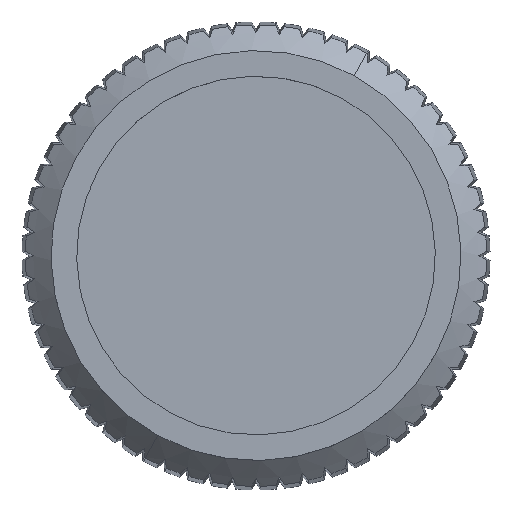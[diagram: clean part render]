
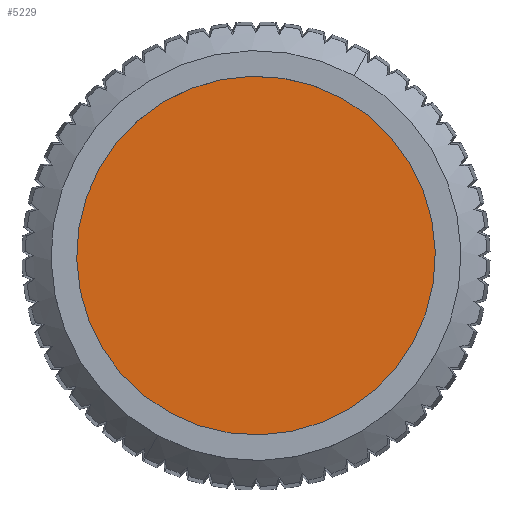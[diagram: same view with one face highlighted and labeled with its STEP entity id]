
A CAD part, top view. The second image highlights one B-rep face of the part: STEP entity #5229.
In plain terms, the highlighted planar face has unit normal (0, 0, 1).
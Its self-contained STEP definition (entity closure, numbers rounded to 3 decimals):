
#4239=CARTESIAN_POINT('Vertex',(3.356,6.143,29.828)) ;
#4242=CARTESIAN_POINT('Axis2P3D Location',(0.,0.,29.828)) ;
#4246=CARTESIAN_POINT('Vertex',(-3.356,-6.143,29.828)) ;
#4266=CARTESIAN_POINT('Axis2P3D Location',(0.,0.,29.828)) ;
#5220=CARTESIAN_POINT('Axis2P3D Location',(0.,0.,29.828)) ;
#4243=DIRECTION('Axis2P3D Direction',(0.,0.,-1.)) ;
#4267=DIRECTION('Axis2P3D Direction',(0.,0.,-1.)) ;
#5221=DIRECTION('Axis2P3D Direction',(0.,0.,-1.)) ;
#5222=DIRECTION('Axis2P3D XDirection',(1.,0.,0.)) ;
#4244=AXIS2_PLACEMENT_3D('Circle Axis2P3D',#4242,#4243,$) ;
#4268=AXIS2_PLACEMENT_3D('Circle Axis2P3D',#4266,#4267,$) ;
#5223=AXIS2_PLACEMENT_3D('Plane Axis2P3D',#5220,#5221,#5222) ;
#4245=CIRCLE('generated circle',#4244,7.) ;
#4269=CIRCLE('generated circle',#4268,7.) ;
#5224=PLANE('',#5223) ;
#4248=EDGE_CURVE('',#4240,#4247,#4245,.T.) ;
#4270=EDGE_CURVE('',#4247,#4240,#4269,.T.) ;
#5226=ORIENTED_EDGE('',*,*,#4248,.F.) ;
#5227=ORIENTED_EDGE('',*,*,#4270,.F.) ;
#5225=EDGE_LOOP('',(#5226,#5227)) ;
#4240=VERTEX_POINT('',#4239) ;
#4247=VERTEX_POINT('',#4246) ;
#5229=ADVANCED_FACE('PartBody',(#5228),#5224,.F.) ;
#5228=FACE_OUTER_BOUND('',#5225,.T.) ;
